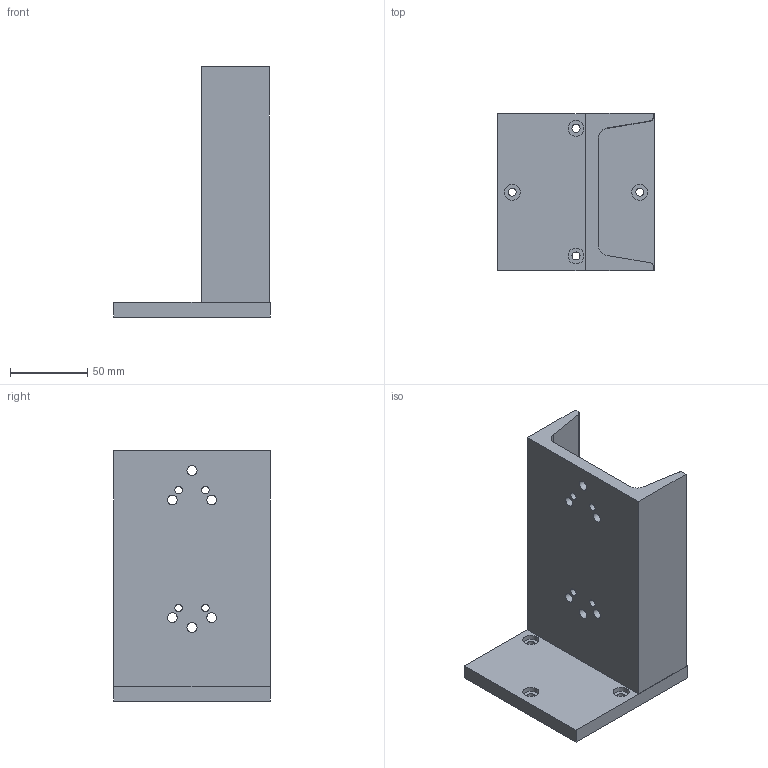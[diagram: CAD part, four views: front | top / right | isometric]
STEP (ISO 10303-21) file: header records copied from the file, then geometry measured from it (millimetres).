
FILE_DESCRIPTION(/* description */ ('Alibre Inc.'),/* implementation_level */ '2;1');
FILE_NAME(/* name */ 'export0',/* time_stamp */ '2011-05-02T11:22:28-04:00',/* author */ (''),/* organization */ (''),/* preprocessor_version */ 'ST-DEVELOPER v12',/* originating_system */ 'Alibre',/* authorisation */ '');
FILE_SCHEMA (('AUTOMOTIVE_DESIGN'));
Length unit declared in the file: inch
Bounding box: 101.6 x 101.6 x 161.93 mm (x, y, z)
Volume: 304201.6 mm3; surface area: 81528.4 mm2
Topology: 2 solids, 2 shells, 42 faces, 116 edges, 82 vertices
Faces by surface type: cylinder 22, plane 20
Full cylindrical faces by diameter (mm): 4.826 x4, 5.182 x4, 6.35 x4, 6.528 x2, 10.312 x4
Entity records: 1211 total; most frequent: CARTESIAN_POINT 194, DIRECTION 192, ORIENTED_EDGE 168, EDGE_LOOP 92, FACE_BOUND 92, AXIS2_PLACEMENT_3D 86, EDGE_CURVE 84, VERTEX_POINT 68
